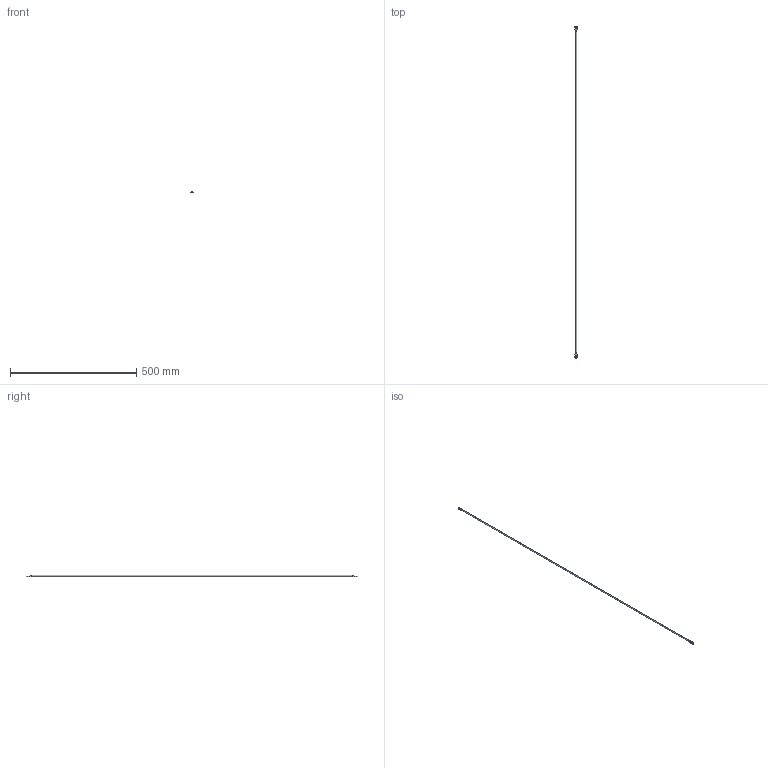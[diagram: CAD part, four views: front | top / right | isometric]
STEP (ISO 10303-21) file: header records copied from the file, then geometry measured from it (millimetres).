
FILE_DESCRIPTION (( 'STEP AP203' ), '1' );
FILE_NAME ('AC-25-RW-6-1300.STEP', '2020-10-23T07:55:53', ( '' ), ( '' ), 'SwSTEP 2.0', 'SolidWorks 2018', '' );
FILE_SCHEMA (( 'CONFIG_CONTROL_DESIGN' ));
Length unit declared in the file: millimetre
Products named in the file (1): AC-25-RW-6-1300
Bounding box: 8.98 x 1313.94 x 6 mm (x, y, z)
Volume: 36940.7 mm3; surface area: 24991.5 mm2
Topology: 1 solids, 1 shells, 26 faces, 64 edges, 40 vertices
Faces by surface type: cylinder 14, bspline 8, plane 4
Entity records: 1129 total; most frequent: CARTESIAN_POINT 435, DIRECTION 130, ORIENTED_EDGE 128, EDGE_CURVE 64, AXIS2_PLACEMENT_3D 55, VERTEX_POINT 40, CIRCLE 36, EDGE_LOOP 30
